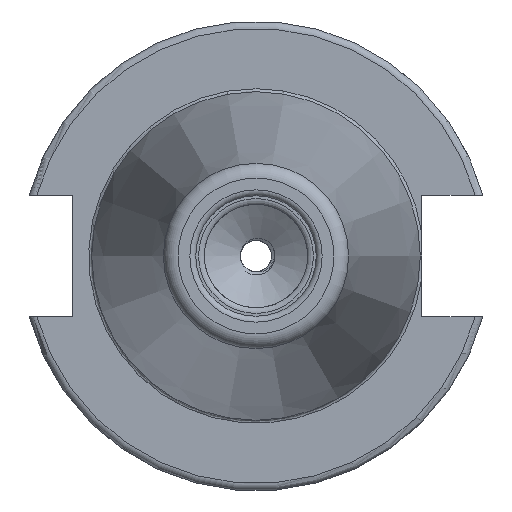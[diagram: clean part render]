
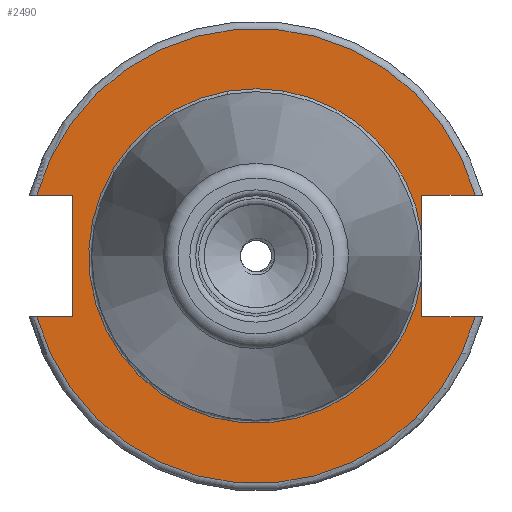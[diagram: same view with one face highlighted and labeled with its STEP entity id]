
A CAD part, left-side view. The second image highlights one B-rep face of the part: STEP entity #2490.
In plain terms, the highlighted planar face has unit normal (-1, 0, 0).
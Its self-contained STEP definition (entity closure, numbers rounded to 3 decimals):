
#72=PLANE('',#2706);
#205=FACE_OUTER_BOUND('',#351,.T.);
#351=EDGE_LOOP('',(#2223,#2224,#2225,#2226,#2227,#2228,#2229,#2230,#2231,
#2232,#2233));
#403=CIRCLE('',#2665,30.775);
#406=CIRCLE('',#2669,22.625);
#407=CIRCLE('',#2670,22.625);
#429=CIRCLE('',#2707,30.775);
#713=LINE('',#9330,#830);
#720=LINE('',#9429,#837);
#722=LINE('',#9432,#839);
#724=LINE('',#9448,#841);
#728=LINE('',#9494,#845);
#729=LINE('',#9506,#846);
#734=LINE('',#9563,#851);
#830=VECTOR('',#3076,10.);
#837=VECTOR('',#3085,10.);
#839=VECTOR('',#3089,10.);
#841=VECTOR('',#3093,10.);
#845=VECTOR('',#3099,10.);
#846=VECTOR('',#3100,10.);
#851=VECTOR('',#3107,10.);
#1053=VERTEX_POINT('',#9327);
#1054=VERTEX_POINT('',#9329);
#1070=VERTEX_POINT('',#9417);
#1071=VERTEX_POINT('',#9428);
#1073=VERTEX_POINT('',#9445);
#1074=VERTEX_POINT('',#9447);
#1082=VERTEX_POINT('',#9492);
#1083=VERTEX_POINT('',#9493);
#1084=VERTEX_POINT('',#9495);
#1093=VERTEX_POINT('',#9552);
#1096=VERTEX_POINT('',#9586);
#1403=EDGE_CURVE('',#1054,#1053,#713,.T.);
#1421=EDGE_CURVE('',#1071,#1070,#720,.T.);
#1423=EDGE_CURVE('',#1053,#1071,#722,.T.);
#1426=EDGE_CURVE('',#1074,#1073,#724,.T.);
#1435=EDGE_CURVE('',#1082,#1083,#728,.T.);
#1437=EDGE_CURVE('',#1073,#1084,#729,.T.);
#1448=EDGE_CURVE('',#1083,#1093,#734,.T.);
#1457=EDGE_CURVE('',#1054,#1093,#403,.T.);
#1460=EDGE_CURVE('',#1084,#1096,#406,.T.);
#1461=EDGE_CURVE('',#1096,#1082,#407,.T.);
#1489=EDGE_CURVE('',#1074,#1070,#429,.T.);
#2223=ORIENTED_EDGE('',*,*,#1421,.T.);
#2224=ORIENTED_EDGE('',*,*,#1489,.F.);
#2225=ORIENTED_EDGE('',*,*,#1426,.T.);
#2226=ORIENTED_EDGE('',*,*,#1437,.T.);
#2227=ORIENTED_EDGE('',*,*,#1460,.T.);
#2228=ORIENTED_EDGE('',*,*,#1461,.T.);
#2229=ORIENTED_EDGE('',*,*,#1435,.T.);
#2230=ORIENTED_EDGE('',*,*,#1448,.T.);
#2231=ORIENTED_EDGE('',*,*,#1457,.F.);
#2232=ORIENTED_EDGE('',*,*,#1403,.T.);
#2233=ORIENTED_EDGE('',*,*,#1423,.T.);
#2490=ADVANCED_FACE('',(#205),#72,.T.);
#2665=AXIS2_PLACEMENT_3D('',#9581,#3142,#3143);
#2669=AXIS2_PLACEMENT_3D('',#9588,#3150,#3151);
#2670=AXIS2_PLACEMENT_3D('',#9589,#3152,#3153);
#2706=AXIS2_PLACEMENT_3D('',#10269,#3228,#3229);
#2707=AXIS2_PLACEMENT_3D('',#10270,#3230,#3231);
#3076=DIRECTION('',(0.,-1.,0.));
#3085=DIRECTION('',(0.,1.,0.));
#3089=DIRECTION('',(0.,0.,-1.));
#3093=DIRECTION('',(0.,1.,0.));
#3099=DIRECTION('',(0.,0.,1.));
#3100=DIRECTION('',(0.,0.,1.));
#3107=DIRECTION('',(0.,-1.,0.));
#3142=DIRECTION('center_axis',(1.,0.,0.));
#3143=DIRECTION('ref_axis',(0.,0.,-1.));
#3150=DIRECTION('center_axis',(1.,0.,0.));
#3151=DIRECTION('ref_axis',(0.,0.,-1.));
#3152=DIRECTION('center_axis',(1.,0.,0.));
#3153=DIRECTION('ref_axis',(0.,0.,-1.));
#3228=DIRECTION('center_axis',(-1.,0.,0.));
#3229=DIRECTION('ref_axis',(0.,0.,1.));
#3230=DIRECTION('center_axis',(1.,0.,0.));
#3231=DIRECTION('ref_axis',(0.,0.,-1.));
#9327=CARTESIAN_POINT('',(3.18,24.8,8.19));
#9329=CARTESIAN_POINT('',(3.18,29.665,8.19));
#9330=CARTESIAN_POINT('',(3.18,27.788,8.19));
#9417=CARTESIAN_POINT('',(3.18,29.665,-8.19));
#9428=CARTESIAN_POINT('',(3.18,24.8,-8.19));
#9429=CARTESIAN_POINT('',(3.18,40.288,-8.19));
#9432=CARTESIAN_POINT('',(3.18,24.8,-4.095));
#9445=CARTESIAN_POINT('',(3.18,-22.41,-8.19));
#9447=CARTESIAN_POINT('',(3.18,-29.665,-8.19));
#9448=CARTESIAN_POINT('',(3.18,4.183,-8.19));
#9492=CARTESIAN_POINT('',(3.18,-22.41,3.112));
#9493=CARTESIAN_POINT('',(3.18,-22.41,8.19));
#9494=CARTESIAN_POINT('',(3.18,-22.41,4.095));
#9495=CARTESIAN_POINT('',(3.18,-22.41,-3.112));
#9506=CARTESIAN_POINT('',(3.18,-22.41,4.095));
#9552=CARTESIAN_POINT('',(3.18,-29.665,8.19));
#9563=CARTESIAN_POINT('',(3.18,-8.318,8.19));
#9581=CARTESIAN_POINT('Origin',(3.18,0.,
0.));
#9586=CARTESIAN_POINT('',(3.18,0.,22.625));
#9588=CARTESIAN_POINT('Origin',(3.18,0.,0.));
#9589=CARTESIAN_POINT('Origin',(3.18,0.,0.));
#10269=CARTESIAN_POINT('Origin',(3.18,30.775,0.));
#10270=CARTESIAN_POINT('Origin',(3.18,0.,
0.));
